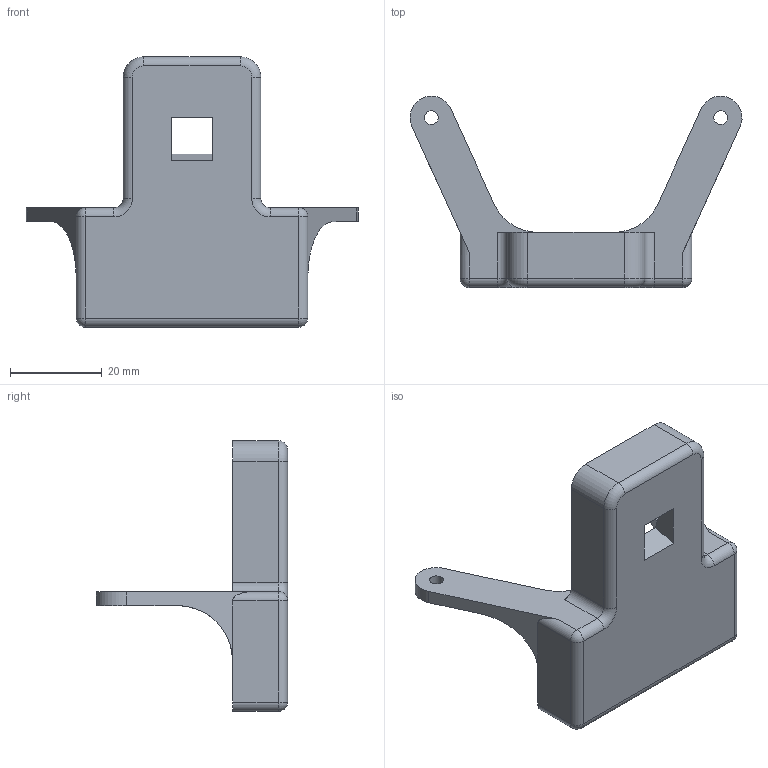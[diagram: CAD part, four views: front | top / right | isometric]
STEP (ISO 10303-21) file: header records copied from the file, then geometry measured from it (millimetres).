
FILE_DESCRIPTION(/* description */ (''),/* implementation_level */ '2;1');
FILE_NAME(/* name */ 'Camera_Mount.step',/* time_stamp */ '2018-10-29T17:37:45+11:00',/* author */ ('TaylorY96'),/* organization */ (''),/* preprocessor_version */ 'ST-DEVELOPER v17.2',/* originating_system */ 'Autodesk Translation Framework v7.6.0.251',/* authorisation */ '');
FILE_SCHEMA (('AUTOMOTIVE_DESIGN { 1 0 10303 214 3 1 1 }'));
Length unit declared in the file: millimetre
Products named in the file (2): Tank_combined; Bullbar v17
Assembly tree (1 placements, depth 2):
  Tank_combined
    Bullbar v17
Bounding box: 72.27 x 41.64 x 58.86 mm (x, y, z)
Volume: 13240.2 mm3; surface area: 10928.4 mm2
Topology: 1 solids, 1 shells, 98 faces, 239 edges, 152 vertices
Faces by surface type: plane 50, cylinder 40, torus 4, sphere 4
Full cylindrical faces by diameter (mm): 1.5 x4, 2.2 x4, 3 x2
Entity records: 2927 total; most frequent: DIRECTION 527, CARTESIAN_POINT 492, ORIENTED_EDGE 478, EDGE_CURVE 239, AXIS2_PLACEMENT_3D 187, LINE 153, VECTOR 153, VERTEX_POINT 152
